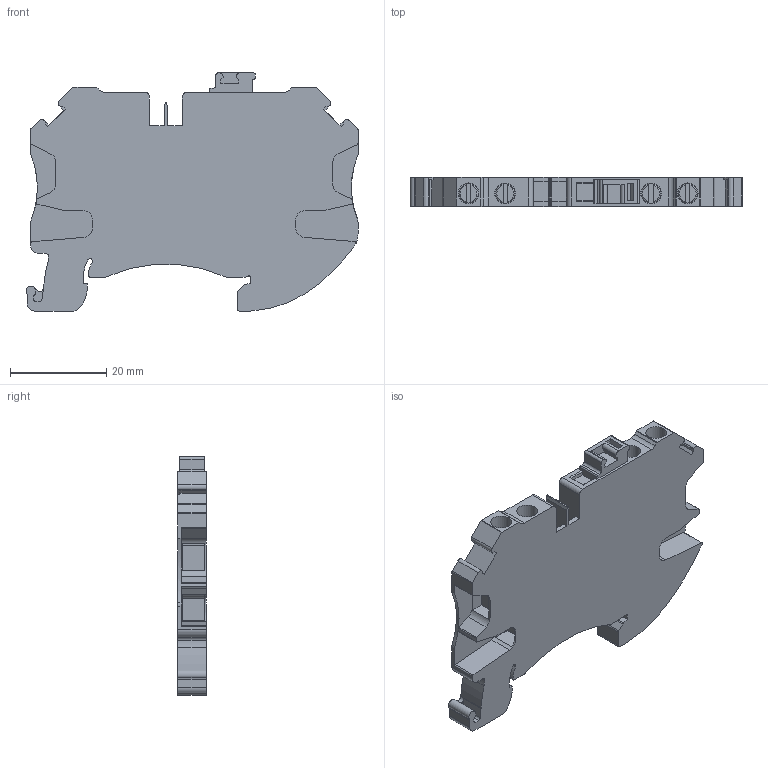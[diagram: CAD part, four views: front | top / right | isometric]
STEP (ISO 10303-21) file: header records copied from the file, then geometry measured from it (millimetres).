
FILE_DESCRIPTION(/* description */ ('Unknown'),/* implementation_level */ '2;1');
FILE_NAME(/* name */ 'TQK4_2X2_SOLID',/* time_stamp */ '2022-12-01T12:38:15+05:00',/* author */ ('Unknown'),/* organization */ ('Unknown'),/* preprocessor_version */ 'ST-DEVELOPER v16.7',/* originating_system */ 'Solid Edge',/* authorisation */ 'Unknown');
FILE_SCHEMA (('AUTOMOTIVE_DESIGN {1 0 10303 214 3 1 1}'));
Length unit declared in the file: millimetre
Products named in the file (1): TQK4_2X2_SOLID
Bounding box: 68.99 x 6 x 49.5 mm (x, y, z)
Volume: 13009 mm3; surface area: 8518.1 mm2
Topology: 1 solids, 1 shells, 268 faces, 770 edges, 514 vertices
Faces by surface type: plane 165, cylinder 91, torus 12
Full cylindrical faces by diameter (mm): 4 x4, 4.3 x4
Entity records: 10618 total; most frequent: CARTESIAN_POINT 1577, ORIENTED_EDGE 1504, DIRECTION 1498, EDGE_CURVE 752, LINE 512, VECTOR 512, VERTEX_POINT 508, AXIS2_PLACEMENT_3D 493
